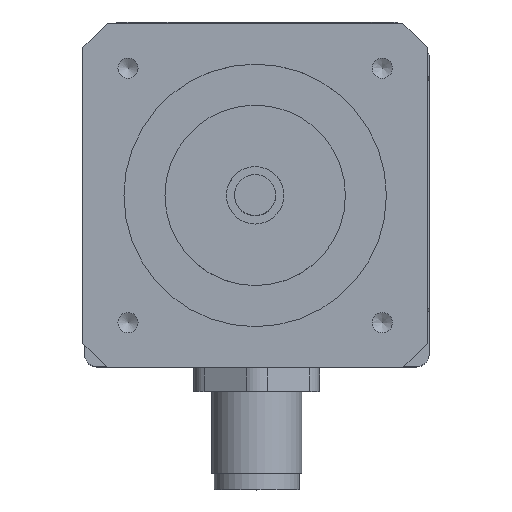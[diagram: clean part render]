
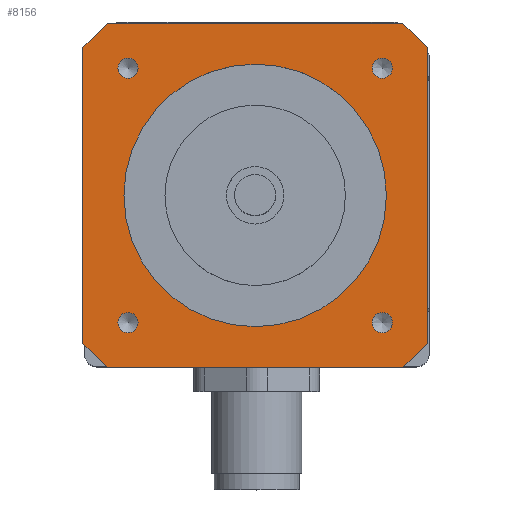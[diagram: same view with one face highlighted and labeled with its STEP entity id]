
A CAD part, top view. The second image highlights one B-rep face of the part: STEP entity #8156.
In plain terms, the highlighted planar face has unit normal (0, 0, 1).
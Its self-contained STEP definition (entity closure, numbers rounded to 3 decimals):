
#7958=CARTESIAN_POINT('',(-12.236,-19.449,40.567));
#7959=VERTEX_POINT('',#7958);
#7966=CARTESIAN_POINT('',(-15.236,-16.449,40.567));
#7967=VERTEX_POINT('',#7966);
#7968=CARTESIAN_POINT('',(-12.236,-19.449,40.567));
#7969=DIRECTION('',(-0.707,0.707,0.0));
#7970=VECTOR('',#7969,4.243);
#7971=LINE('',#7968,#7970);
#7972=EDGE_CURVE('',#7959,#7967,#7971,.T.);
#7989=CARTESIAN_POINT('',(-15.236,19.551,40.567));
#7990=VERTEX_POINT('',#7989);
#7991=CARTESIAN_POINT('',(-15.236,-16.449,40.567));
#7992=DIRECTION('',(0.0,1.0,0.0));
#7993=VECTOR('',#7992,36.0);
#7994=LINE('',#7991,#7993);
#7995=EDGE_CURVE('',#7967,#7990,#7994,.T.);
#8046=CARTESIAN_POINT('',(5.764,1.551,40.567));
#8047=DIRECTION('',(0.0,0.0,-1.0));
#8048=DIRECTION('',(-1.0,0.0,0.0));
#8049=AXIS2_PLACEMENT_3D('',#8046,#8047,#8048);
#8050=PLANE('',#8049);
#8051=ORIENTED_EDGE('',*,*,#7972,.F.);
#8052=CARTESIAN_POINT('',(23.764,-19.449,40.567));
#8053=VERTEX_POINT('',#8052);
#8054=CARTESIAN_POINT('',(23.764,-19.449,40.567));
#8055=DIRECTION('',(-1.0,0.0,0.0));
#8056=VECTOR('',#8055,36.0);
#8057=LINE('',#8054,#8056);
#8058=EDGE_CURVE('',#8053,#7959,#8057,.T.);
#8059=ORIENTED_EDGE('',*,*,#8058,.F.);
#8060=CARTESIAN_POINT('',(26.764,-16.449,40.567));
#8061=VERTEX_POINT('',#8060);
#8062=CARTESIAN_POINT('',(26.764,-16.449,40.567));
#8063=DIRECTION('',(-0.707,-0.707,0.0));
#8064=VECTOR('',#8063,4.243);
#8065=LINE('',#8062,#8064);
#8066=EDGE_CURVE('',#8061,#8053,#8065,.T.);
#8067=ORIENTED_EDGE('',*,*,#8066,.F.);
#8068=CARTESIAN_POINT('',(26.764,19.551,40.567));
#8069=VERTEX_POINT('',#8068);
#8070=CARTESIAN_POINT('',(26.764,19.551,40.567));
#8071=DIRECTION('',(0.0,-1.0,0.0));
#8072=VECTOR('',#8071,36.0);
#8073=LINE('',#8070,#8072);
#8074=EDGE_CURVE('',#8069,#8061,#8073,.T.);
#8075=ORIENTED_EDGE('',*,*,#8074,.F.);
#8076=CARTESIAN_POINT('',(23.764,22.551,40.567));
#8077=VERTEX_POINT('',#8076);
#8078=CARTESIAN_POINT('',(23.764,22.551,40.567));
#8079=DIRECTION('',(0.707,-0.707,0.0));
#8080=VECTOR('',#8079,4.243);
#8081=LINE('',#8078,#8080);
#8082=EDGE_CURVE('',#8077,#8069,#8081,.T.);
#8083=ORIENTED_EDGE('',*,*,#8082,.F.);
#8084=CARTESIAN_POINT('',(-12.236,22.551,40.567));
#8085=VERTEX_POINT('',#8084);
#8086=CARTESIAN_POINT('',(-12.236,22.551,40.567));
#8087=DIRECTION('',(1.0,0.0,0.0));
#8088=VECTOR('',#8087,36.0);
#8089=LINE('',#8086,#8088);
#8090=EDGE_CURVE('',#8085,#8077,#8089,.T.);
#8091=ORIENTED_EDGE('',*,*,#8090,.F.);
#8092=CARTESIAN_POINT('',(-15.236,19.551,40.567));
#8093=DIRECTION('',(0.707,0.707,0.0));
#8094=VECTOR('',#8093,4.243);
#8095=LINE('',#8092,#8094);
#8096=EDGE_CURVE('',#7990,#8085,#8095,.T.);
#8097=ORIENTED_EDGE('',*,*,#8096,.F.);
#8098=ORIENTED_EDGE('',*,*,#7995,.F.);
#8099=EDGE_LOOP('',(#8051,#8059,#8067,#8075,#8083,#8091,#8097,#8098));
#8100=FACE_OUTER_BOUND('',#8099,.T.);
#8101=CARTESIAN_POINT('',(21.764,1.551,40.567));
#8102=VERTEX_POINT('',#8101);
#8103=CARTESIAN_POINT('',(5.764,1.551,40.567));
#8104=DIRECTION('',(0.0,0.0,-1.0));
#8105=DIRECTION('',(-1.0,0.0,0.0));
#8106=AXIS2_PLACEMENT_3D('',#8103,#8104,#8105);
#8107=CIRCLE('',#8106,16.0);
#8108=EDGE_CURVE('',#8102,#8102,#8107,.T.);
#8109=ORIENTED_EDGE('',*,*,#8108,.T.);
#8110=EDGE_LOOP('',(#8109));
#8111=FACE_BOUND('',#8110,.T.);
#8112=CARTESIAN_POINT('',(22.494,17.051,40.567));
#8113=VERTEX_POINT('',#8112);
#8114=CARTESIAN_POINT('',(21.264,17.051,40.567));
#8115=DIRECTION('',(0.0,0.0,-1.0));
#8116=DIRECTION('',(1.0,0.0,0.0));
#8117=AXIS2_PLACEMENT_3D('',#8114,#8115,#8116);
#8118=CIRCLE('',#8117,1.23);
#8119=EDGE_CURVE('',#8113,#8113,#8118,.T.);
#8120=ORIENTED_EDGE('',*,*,#8119,.T.);
#8121=EDGE_LOOP('',(#8120));
#8122=FACE_BOUND('',#8121,.T.);
#8123=CARTESIAN_POINT('',(-8.506,-13.949,40.567));
#8124=VERTEX_POINT('',#8123);
#8125=CARTESIAN_POINT('',(-9.736,-13.949,40.567));
#8126=DIRECTION('',(0.0,0.0,-1.0));
#8127=DIRECTION('',(1.0,0.0,0.0));
#8128=AXIS2_PLACEMENT_3D('',#8125,#8126,#8127);
#8129=CIRCLE('',#8128,1.23);
#8130=EDGE_CURVE('',#8124,#8124,#8129,.T.);
#8131=ORIENTED_EDGE('',*,*,#8130,.T.);
#8132=EDGE_LOOP('',(#8131));
#8133=FACE_BOUND('',#8132,.T.);
#8134=CARTESIAN_POINT('',(22.494,-13.949,40.567));
#8135=VERTEX_POINT('',#8134);
#8136=CARTESIAN_POINT('',(21.264,-13.949,40.567));
#8137=DIRECTION('',(0.0,0.0,-1.0));
#8138=DIRECTION('',(1.0,0.0,0.0));
#8139=AXIS2_PLACEMENT_3D('',#8136,#8137,#8138);
#8140=CIRCLE('',#8139,1.23);
#8141=EDGE_CURVE('',#8135,#8135,#8140,.T.);
#8142=ORIENTED_EDGE('',*,*,#8141,.T.);
#8143=EDGE_LOOP('',(#8142));
#8144=FACE_BOUND('',#8143,.T.);
#8145=CARTESIAN_POINT('',(-8.506,17.051,40.567));
#8146=VERTEX_POINT('',#8145);
#8147=CARTESIAN_POINT('',(-9.736,17.051,40.567));
#8148=DIRECTION('',(0.0,0.0,-1.0));
#8149=DIRECTION('',(1.0,0.0,0.0));
#8150=AXIS2_PLACEMENT_3D('',#8147,#8148,#8149);
#8151=CIRCLE('',#8150,1.23);
#8152=EDGE_CURVE('',#8146,#8146,#8151,.T.);
#8153=ORIENTED_EDGE('',*,*,#8152,.T.);
#8154=EDGE_LOOP('',(#8153));
#8155=FACE_BOUND('',#8154,.T.);
#8156=ADVANCED_FACE('',(#8100,#8111,#8122,#8133,#8144,#8155),#8050,.F.);
